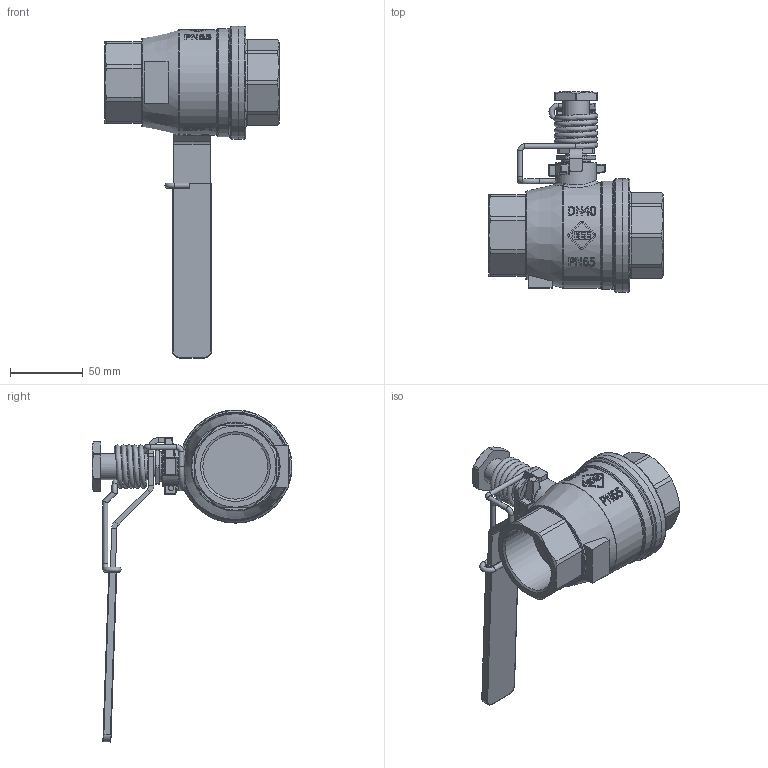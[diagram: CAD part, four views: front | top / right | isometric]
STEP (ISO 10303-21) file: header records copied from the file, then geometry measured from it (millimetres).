
FILE_DESCRIPTION(/* description */ (''),/* implementation_level */ '2;1');
FILE_NAME(/* name */ '842_842F_40.stp',/* time_stamp */ '2021-04-14T10:17:07+02:00',/* author */ ('sga-ext'),/* organization */ (''),/* preprocessor_version */ 'ST-DEVELOPER v18.1',/* originating_system */ 'Autodesk Inventor 2021',/* authorisation */ '');
FILE_SCHEMA (('AUTOMOTIVE_DESIGN { 1 0 10303 214 3 1 1 }'));
Length unit declared in the file: millimetre
Products named in the file (1): ENG-067848
Bounding box: 120 x 137.81 x 228.78 mm (x, y, z)
Volume: 386841.2 mm3; surface area: 68358.4 mm2
Topology: 1 solids, 3 shells, 892 faces, 2291 edges, 1472 vertices
Faces by surface type: plane 401, cylinder 208, bspline 201, cone 35, torus 29, sphere 18
Full cylindrical faces by diameter (mm): 3.5 x6, 14.95 x1, 18 x1, 20.3 x1, 28 x1, 44.85 x2, 72.5 x1, 74.5 x1, 78 x2
Entity records: 33667 total; most frequent: CARTESIAN_POINT 12212, ORIENTED_EDGE 4578, DIRECTION 3723, EDGE_CURVE 2289, VERTEX_POINT 1472, AXIS2_PLACEMENT_3D 1276, LINE 1171, VECTOR 1171
